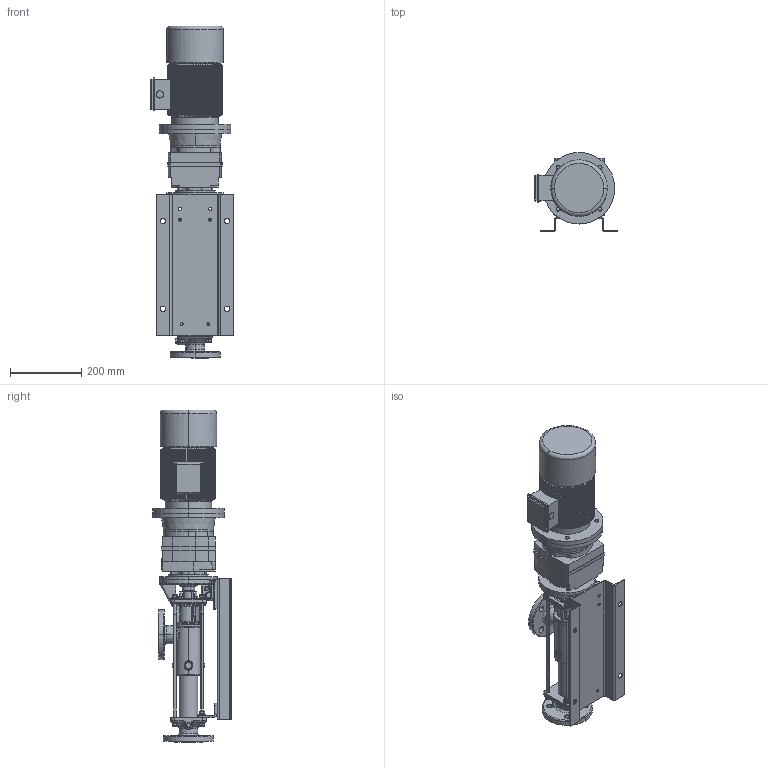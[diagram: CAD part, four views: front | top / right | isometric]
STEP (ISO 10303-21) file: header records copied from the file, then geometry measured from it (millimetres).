
FILE_DESCRIPTION (( 'STEP AP203' ), '1' );
FILE_NAME ('RDCA 491.STEP', '2025-05-26T11:14:04', ( '' ), ( '' ), 'SwSTEP 2.0', 'SolidWorks 2021', '' );
FILE_SCHEMA (( 'CONFIG_CONTROL_DESIGN' ));
Products named in the file (1): RDCA 491
Bounding box: 233 x 219.97 x 929 mm (x, y, z)
Volume: 11037932.8 mm3; surface area: 1506975.2 mm2
Topology: 64 solids, 66 shells, 2884 faces, 6953 edges, 4239 vertices
Faces by surface type: plane 1172, cylinder 1012, cone 276, torus 263, bspline 140, sphere 21
Entity records: 109813 total; most frequent: CARTESIAN_POINT 44757, ORIENTED_EDGE 13836, DIRECTION 13148, EDGE_CURVE 6918, AXIS2_PLACEMENT_3D 5284, VERTEX_POINT 4238, EDGE_LOOP 3160, ADVANCED_FACE 2884
